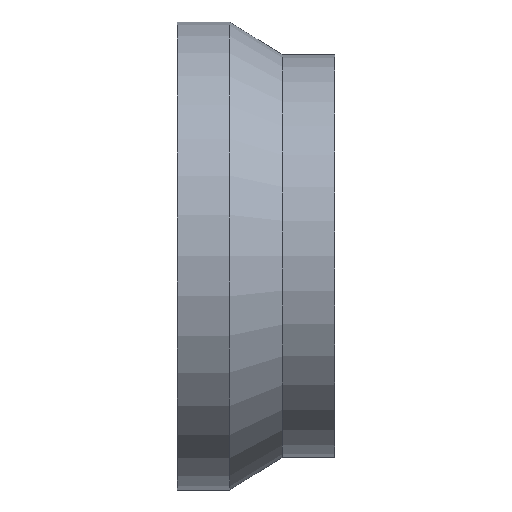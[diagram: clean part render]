
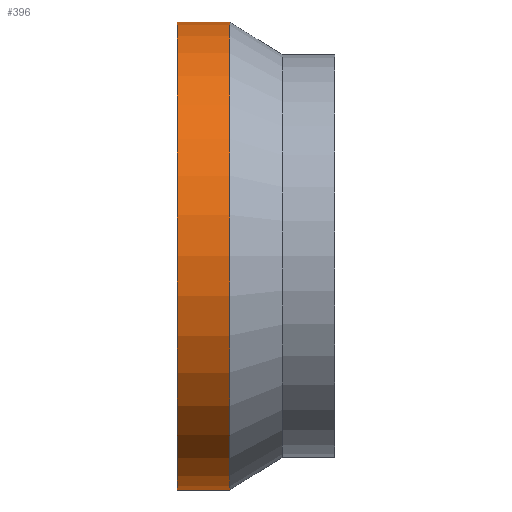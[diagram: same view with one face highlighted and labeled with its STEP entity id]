
A CAD part, top view. The second image highlights one B-rep face of the part: STEP entity #396.
In plain terms, the highlighted cylindrical face has radius 44.45 mm (diameter 88.9 mm), a partial arc.
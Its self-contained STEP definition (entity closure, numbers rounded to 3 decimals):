
#6 = DIRECTION ( 'NONE',  ( 0., 1., 0. ) ) ;
#12 = VERTEX_POINT ( 'NONE', #397 ) ;
#14 = EDGE_CURVE ( 'NONE', #68, #144, #111, .T. ) ;
#61 = DIRECTION ( 'NONE',  ( 1., 0., 0. ) ) ;
#68 = VERTEX_POINT ( 'NONE', #347 ) ;
#74 = DIRECTION ( 'NONE',  ( 1., 0., 0. ) ) ;
#83 = EDGE_CURVE ( 'NONE', #205, #12, #227, .T. ) ;
#98 = VECTOR ( 'NONE', #74, 1000. ) ;
#111 = LINE ( 'NONE', #335, #98 ) ;
#112 = CYLINDRICAL_SURFACE ( 'NONE', #233, 44.45 ) ;
#118 = CARTESIAN_POINT ( 'NONE',  ( 0., 0., 0. ) ) ;
#137 = EDGE_CURVE ( 'NONE', #205, #68, #381, .T. ) ;
#141 = DIRECTION ( 'NONE',  ( 0., 1., 0. ) ) ;
#144 = VERTEX_POINT ( 'NONE', #153 ) ;
#153 = CARTESIAN_POINT ( 'NONE',  ( 10., -44.45, 0. ) ) ;
#162 = EDGE_CURVE ( 'NONE', #12, #144, #259, .T. ) ;
#170 = AXIS2_PLACEMENT_3D ( 'NONE', #118, #229, #255 ) ;
#205 = VERTEX_POINT ( 'NONE', #373 ) ;
#227 = LINE ( 'NONE', #260, #246 ) ;
#229 = DIRECTION ( 'NONE',  ( 1., 0., 0. ) ) ;
#231 = ORIENTED_EDGE ( 'NONE', *, *, #83, .F. ) ;
#233 = AXIS2_PLACEMENT_3D ( 'NONE', #336, #245, #141 ) ;
#235 = EDGE_LOOP ( 'NONE', ( #377, #328, #389, #231 ) ) ;
#245 = DIRECTION ( 'NONE',  ( 1., 0., 0. ) ) ;
#246 = VECTOR ( 'NONE', #412, 1000. ) ;
#255 = DIRECTION ( 'NONE',  ( 0., 1., 0. ) ) ;
#257 = CARTESIAN_POINT ( 'NONE',  ( 10., 0., 0. ) ) ;
#259 = CIRCLE ( 'NONE', #313, 44.45 ) ;
#260 = CARTESIAN_POINT ( 'NONE',  ( 241.84, 44.45, 0. ) ) ;
#313 = AXIS2_PLACEMENT_3D ( 'NONE', #257, #61, #6 ) ;
#328 = ORIENTED_EDGE ( 'NONE', *, *, #14, .T. ) ;
#335 = CARTESIAN_POINT ( 'NONE',  ( 241.84, -44.45, 0. ) ) ;
#336 = CARTESIAN_POINT ( 'NONE',  ( 241.84, 0., 0. ) ) ;
#341 = FACE_OUTER_BOUND ( 'NONE', #235, .T. ) ;
#347 = CARTESIAN_POINT ( 'NONE',  ( 0., -44.45, 0. ) ) ;
#373 = CARTESIAN_POINT ( 'NONE',  ( 0., 44.45, 0. ) ) ;
#377 = ORIENTED_EDGE ( 'NONE', *, *, #137, .T. ) ;
#381 = CIRCLE ( 'NONE', #170, 44.45 ) ;
#389 = ORIENTED_EDGE ( 'NONE', *, *, #162, .F. ) ;
#396 = ADVANCED_FACE ( 'NONE', ( #341 ), #112, .T. ) ;
#397 = CARTESIAN_POINT ( 'NONE',  ( 10., 44.45, 0. ) ) ;
#412 = DIRECTION ( 'NONE',  ( 1., 0., 0. ) ) ;
